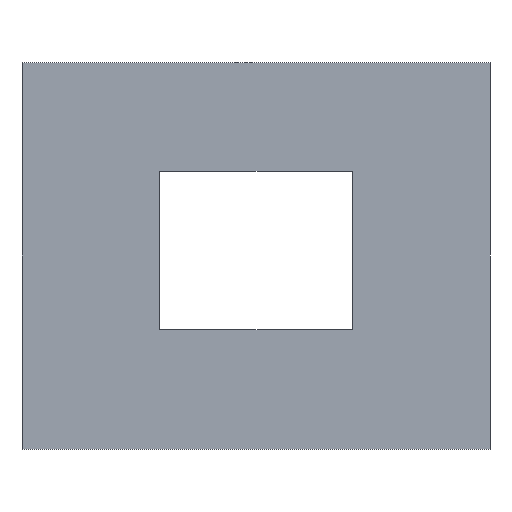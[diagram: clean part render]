
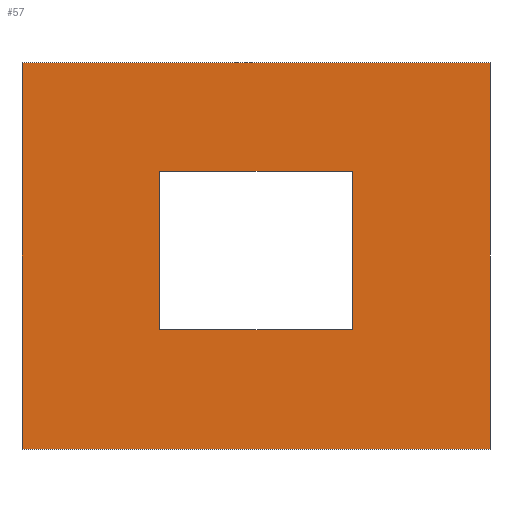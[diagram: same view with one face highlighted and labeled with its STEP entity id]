
A CAD part, top view. The second image highlights one B-rep face of the part: STEP entity #57.
In plain terms, the highlighted planar face has unit normal (0, 0, 1).
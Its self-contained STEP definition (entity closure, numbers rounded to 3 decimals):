
#12=FACE_BOUND('',#15,.T.);
#13=FACE_OUTER_BOUND('',#14,.T.);
#14=EDGE_LOOP('',(#48,#49,#50,#51));
#15=EDGE_LOOP('',(#52,#53,#54,#55));
#16=LINE('',#90,#24);
#17=LINE('',#92,#25);
#18=LINE('',#94,#26);
#19=LINE('',#95,#27);
#20=LINE('',#98,#28);
#21=LINE('',#100,#29);
#22=LINE('',#102,#30);
#23=LINE('',#103,#31);
#24=VECTOR('',#78,10.);
#25=VECTOR('',#79,10.);
#26=VECTOR('',#80,10.);
#27=VECTOR('',#81,10.);
#28=VECTOR('',#82,10.);
#29=VECTOR('',#83,10.);
#30=VECTOR('',#84,10.);
#31=VECTOR('',#85,10.);
#32=VERTEX_POINT('',#88);
#33=VERTEX_POINT('',#89);
#34=VERTEX_POINT('',#91);
#35=VERTEX_POINT('',#93);
#36=VERTEX_POINT('',#96);
#37=VERTEX_POINT('',#97);
#38=VERTEX_POINT('',#99);
#39=VERTEX_POINT('',#101);
#40=EDGE_CURVE('',#32,#33,#16,.T.);
#41=EDGE_CURVE('',#33,#34,#17,.T.);
#42=EDGE_CURVE('',#34,#35,#18,.T.);
#43=EDGE_CURVE('',#35,#32,#19,.T.);
#44=EDGE_CURVE('',#36,#37,#20,.T.);
#45=EDGE_CURVE('',#37,#38,#21,.T.);
#46=EDGE_CURVE('',#38,#39,#22,.T.);
#47=EDGE_CURVE('',#39,#36,#23,.T.);
#48=ORIENTED_EDGE('',*,*,#40,.T.);
#49=ORIENTED_EDGE('',*,*,#41,.T.);
#50=ORIENTED_EDGE('',*,*,#42,.T.);
#51=ORIENTED_EDGE('',*,*,#43,.T.);
#52=ORIENTED_EDGE('',*,*,#44,.T.);
#53=ORIENTED_EDGE('',*,*,#45,.T.);
#54=ORIENTED_EDGE('',*,*,#46,.T.);
#55=ORIENTED_EDGE('',*,*,#47,.T.);
#56=PLANE('',#73);
#57=ADVANCED_FACE('',(#13,#12),#56,.T.);
#73=AXIS2_PLACEMENT_3D('',#87,#76,#77);
#76=DIRECTION('center_axis',(0.,0.,1.));
#77=DIRECTION('ref_axis',(1.,0.,0.));
#78=DIRECTION('',(0.,-1.,0.));
#79=DIRECTION('',(1.,0.,0.));
#80=DIRECTION('',(0.,1.,0.));
#81=DIRECTION('',(-1.,0.,0.));
#82=DIRECTION('',(0.,1.,0.));
#83=DIRECTION('',(1.,0.,0.));
#84=DIRECTION('',(0.,-1.,0.));
#85=DIRECTION('',(-1.,0.,0.));
#87=CARTESIAN_POINT('Origin',(30.781,25.439,0.));
#88=CARTESIAN_POINT('',(0.,50.879,0.));
#89=CARTESIAN_POINT('',(0.,0.,0.));
#90=CARTESIAN_POINT('',(0.,50.879,0.));
#91=CARTESIAN_POINT('',(61.561,0.,0.));
#92=CARTESIAN_POINT('',(0.,0.,0.));
#93=CARTESIAN_POINT('',(61.561,50.879,0.));
#94=CARTESIAN_POINT('',(61.561,0.,0.));
#95=CARTESIAN_POINT('',(61.561,50.879,0.));
#96=CARTESIAN_POINT('',(18.106,15.752,0.));
#97=CARTESIAN_POINT('',(18.106,36.575,0.));
#98=CARTESIAN_POINT('',(18.106,36.575,0.));
#99=CARTESIAN_POINT('',(43.455,36.575,0.));
#100=CARTESIAN_POINT('',(43.455,36.575,0.));
#101=CARTESIAN_POINT('',(43.455,15.752,0.));
#102=CARTESIAN_POINT('',(43.455,15.752,0.));
#103=CARTESIAN_POINT('',(18.106,15.752,0.));
